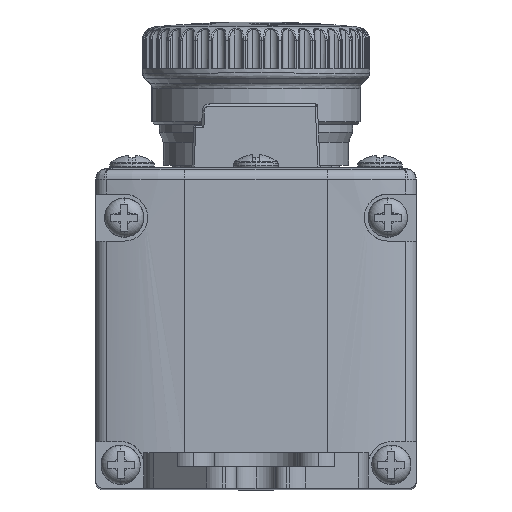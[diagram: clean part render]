
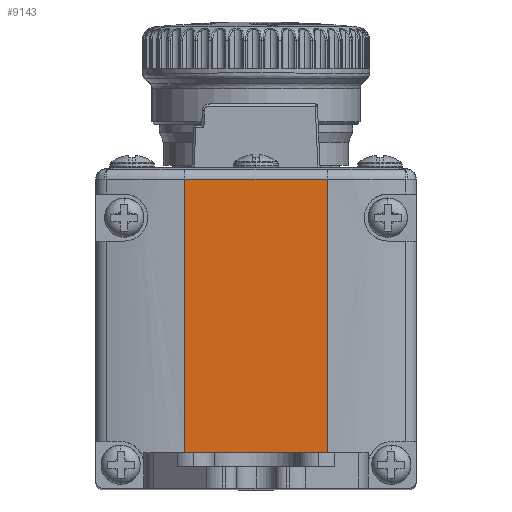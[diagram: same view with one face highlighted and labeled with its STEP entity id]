
A CAD part, top view. The second image highlights one B-rep face of the part: STEP entity #9143.
In plain terms, the highlighted planar face has unit normal (0, 0, 1).
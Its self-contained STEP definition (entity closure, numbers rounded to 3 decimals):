
#122 = ORIENTED_EDGE ( 'NONE', *, *, #28725, .F. ) ;
#123 = ORIENTED_EDGE ( 'NONE', *, *, #28726, .T. ) ;
#124 = ORIENTED_EDGE ( 'NONE', *, *, #28727, .T. ) ;
#125 = ORIENTED_EDGE ( 'NONE', *, *, #9153, .T. ) ;
#717 = VERTEX_POINT ( 'NONE', #12627 ) ;
#762 = VERTEX_POINT ( 'NONE', #12671 ) ;
#1709 = EDGE_LOOP ( 'NONE', ( #122, #123, #124, #125 ) ) ;
#9143 = ADVANCED_FACE ( 'NONE', ( #33305 ), #33306, .T. ) ;
#9153 = EDGE_CURVE ( 'NONE', #762, #717, #33343, .T. ) ;
#12627 = CARTESIAN_POINT ( 'NONE',  ( -10., 43.349, 63. ) ) ;
#12671 = CARTESIAN_POINT ( 'NONE',  ( 10., 43.349, 63. ) ) ;
#17098 = VERTEX_POINT ( 'NONE', #34230 ) ;
#17522 = VERTEX_POINT ( 'NONE', #34381 ) ;
#28725 = EDGE_CURVE ( 'NONE', #17098, #717, #35468, .T. ) ;
#28726 = EDGE_CURVE ( 'NONE', #17098, #17522, #35981, .T. ) ;
#28727 = EDGE_CURVE ( 'NONE', #17522, #762, #35984, .T. ) ;
#31302 = DIRECTION ( 'NONE',  ( 0., 1., 0. ) ) ;
#32611 = AXIS2_PLACEMENT_3D ( 'NONE', #33299, #33307, #33308 ) ;
#32614 = VECTOR ( 'NONE', #33348, 1000. ) ;
#33299 = CARTESIAN_POINT ( 'NONE',  ( 22.5, 45., 63. ) ) ;
#33305 = FACE_OUTER_BOUND ( 'NONE', #1709, .T. ) ;
#33306 = PLANE ( 'NONE',  #32611 ) ;
#33307 = DIRECTION ( 'NONE',  ( 0., 0., 1. ) ) ;
#33308 = DIRECTION ( 'NONE',  ( 1., 0., 0. ) ) ;
#33335 = CARTESIAN_POINT ( 'NONE',  ( 22.5, 43.349, 63. ) ) ;
#33343 = LINE ( 'NONE', #33335, #32614 ) ;
#33348 = DIRECTION ( 'NONE',  ( -1., 0., 0. ) ) ;
#34230 = CARTESIAN_POINT ( 'NONE',  ( -10., 5., 63. ) ) ;
#34381 = CARTESIAN_POINT ( 'NONE',  ( 10., 5., 63. ) ) ;
#35467 = CARTESIAN_POINT ( 'NONE',  ( -10., 0., 63. ) ) ;
#35468 = LINE ( 'NONE', #35467, #35610 ) ;
#35610 = VECTOR ( 'NONE', #31302, 1000. ) ;
#35613 = VECTOR ( 'NONE', #35983, 1000. ) ;
#35614 = VECTOR ( 'NONE', #35986, 1000. ) ;
#35981 = LINE ( 'NONE', #35982, #35613 ) ;
#35982 = CARTESIAN_POINT ( 'NONE',  ( 22.5, 5., 63. ) ) ;
#35983 = DIRECTION ( 'NONE',  ( 1., 0., 0. ) ) ;
#35984 = LINE ( 'NONE', #35985, #35614 ) ;
#35985 = CARTESIAN_POINT ( 'NONE',  ( 10., 0., 63. ) ) ;
#35986 = DIRECTION ( 'NONE',  ( 0., 1., 0. ) ) ;
